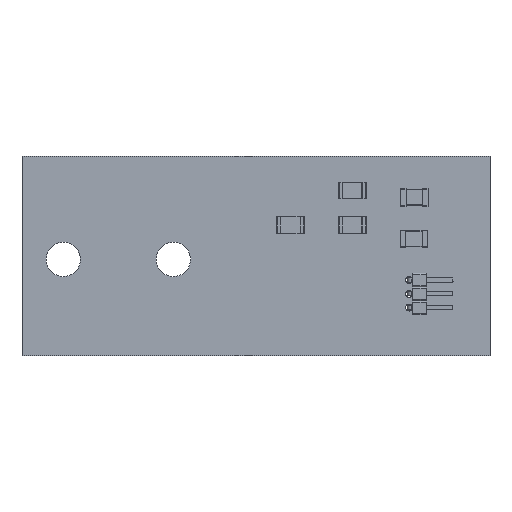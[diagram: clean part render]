
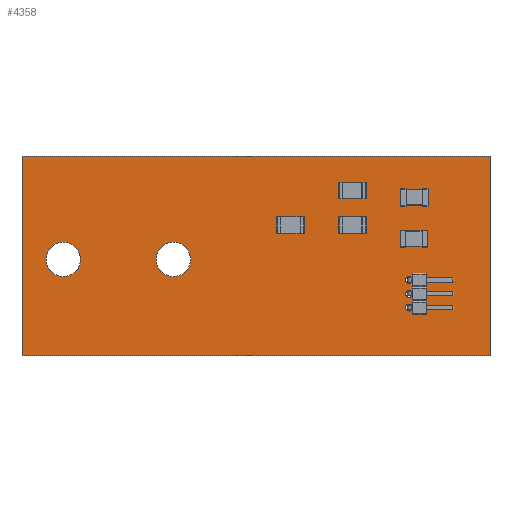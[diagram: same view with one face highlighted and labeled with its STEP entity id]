
A CAD part, top view. The second image highlights one B-rep face of the part: STEP entity #4358.
In plain terms, the highlighted planar face has unit normal (0, 0, 1).
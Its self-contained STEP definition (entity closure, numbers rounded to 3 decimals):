
#4191 = VERTEX_POINT('',#4192);
#4192 = CARTESIAN_POINT('',(75.,-54.,1.51));
#4198 = EDGE_CURVE('',#4191,#4199,#4201,.T.);
#4199 = VERTEX_POINT('',#4200);
#4200 = CARTESIAN_POINT('',(41.,-54.,1.51));
#4201 = LINE('',#4202,#4203);
#4202 = CARTESIAN_POINT('',(75.,-54.,1.51));
#4203 = VECTOR('',#4204,1.);
#4204 = DIRECTION('',(-1.,0.,0.));
#4231 = VERTEX_POINT('',#4232);
#4232 = CARTESIAN_POINT('',(75.,-39.5,1.51));
#4238 = EDGE_CURVE('',#4231,#4191,#4239,.T.);
#4239 = LINE('',#4240,#4241);
#4240 = CARTESIAN_POINT('',(75.,-39.5,1.51));
#4241 = VECTOR('',#4242,1.);
#4242 = DIRECTION('',(0.,-1.,0.));
#4260 = EDGE_CURVE('',#4199,#4261,#4263,.T.);
#4261 = VERTEX_POINT('',#4262);
#4262 = CARTESIAN_POINT('',(41.,-39.5,1.51));
#4263 = LINE('',#4264,#4265);
#4264 = CARTESIAN_POINT('',(41.,-54.,1.51));
#4265 = VECTOR('',#4266,1.);
#4266 = DIRECTION('',(0.,1.,0.));
#4358 = ADVANCED_FACE('',(#4359,#4370,#4381,#4392,#4403,#4414),#4425,.T.
  );
#4359 = FACE_BOUND('',#4360,.T.);
#4360 = EDGE_LOOP('',(#4361,#4362,#4363,#4369));
#4361 = ORIENTED_EDGE('',*,*,#4198,.F.);
#4362 = ORIENTED_EDGE('',*,*,#4238,.F.);
#4363 = ORIENTED_EDGE('',*,*,#4364,.F.);
#4364 = EDGE_CURVE('',#4261,#4231,#4365,.T.);
#4365 = LINE('',#4366,#4367);
#4366 = CARTESIAN_POINT('',(41.,-39.5,1.51));
#4367 = VECTOR('',#4368,1.);
#4368 = DIRECTION('',(1.,0.,0.));
#4369 = ORIENTED_EDGE('',*,*,#4260,.F.);
#4370 = FACE_BOUND('',#4371,.T.);
#4371 = EDGE_LOOP('',(#4372));
#4372 = ORIENTED_EDGE('',*,*,#4373,.T.);
#4373 = EDGE_CURVE('',#4374,#4374,#4376,.T.);
#4374 = VERTEX_POINT('',#4375);
#4375 = CARTESIAN_POINT('',(69.125,-50.75,1.51));
#4376 = CIRCLE('',#4377,0.25);
#4377 = AXIS2_PLACEMENT_3D('',#4378,#4379,#4380);
#4378 = CARTESIAN_POINT('',(69.125,-50.5,1.51));
#4379 = DIRECTION('',(-0.,0.,-1.));
#4380 = DIRECTION('',(-0.,-1.,0.));
#4381 = FACE_BOUND('',#4382,.T.);
#4382 = EDGE_LOOP('',(#4383));
#4383 = ORIENTED_EDGE('',*,*,#4384,.T.);
#4384 = EDGE_CURVE('',#4385,#4385,#4387,.T.);
#4385 = VERTEX_POINT('',#4386);
#4386 = CARTESIAN_POINT('',(69.125,-49.75,1.51));
#4387 = CIRCLE('',#4388,0.25);
#4388 = AXIS2_PLACEMENT_3D('',#4389,#4390,#4391);
#4389 = CARTESIAN_POINT('',(69.125,-49.5,1.51));
#4390 = DIRECTION('',(-0.,0.,-1.));
#4391 = DIRECTION('',(-0.,-1.,0.));
#4392 = FACE_BOUND('',#4393,.T.);
#4393 = EDGE_LOOP('',(#4394));
#4394 = ORIENTED_EDGE('',*,*,#4395,.T.);
#4395 = EDGE_CURVE('',#4396,#4396,#4398,.T.);
#4396 = VERTEX_POINT('',#4397);
#4397 = CARTESIAN_POINT('',(69.125,-48.75,1.51));
#4398 = CIRCLE('',#4399,0.25);
#4399 = AXIS2_PLACEMENT_3D('',#4400,#4401,#4402);
#4400 = CARTESIAN_POINT('',(69.125,-48.5,1.51));
#4401 = DIRECTION('',(-0.,0.,-1.));
#4402 = DIRECTION('',(-0.,-1.,0.));
#4403 = FACE_BOUND('',#4404,.T.);
#4404 = EDGE_LOOP('',(#4405));
#4405 = ORIENTED_EDGE('',*,*,#4406,.T.);
#4406 = EDGE_CURVE('',#4407,#4407,#4409,.T.);
#4407 = VERTEX_POINT('',#4408);
#4408 = CARTESIAN_POINT('',(44.,-48.25,1.51));
#4409 = CIRCLE('',#4410,1.25);
#4410 = AXIS2_PLACEMENT_3D('',#4411,#4412,#4413);
#4411 = CARTESIAN_POINT('',(44.,-47.,1.51));
#4412 = DIRECTION('',(-0.,0.,-1.));
#4413 = DIRECTION('',(-0.,-1.,0.));
#4414 = FACE_BOUND('',#4415,.T.);
#4415 = EDGE_LOOP('',(#4416));
#4416 = ORIENTED_EDGE('',*,*,#4417,.T.);
#4417 = EDGE_CURVE('',#4418,#4418,#4420,.T.);
#4418 = VERTEX_POINT('',#4419);
#4419 = CARTESIAN_POINT('',(52.,-48.25,1.51));
#4420 = CIRCLE('',#4421,1.25);
#4421 = AXIS2_PLACEMENT_3D('',#4422,#4423,#4424);
#4422 = CARTESIAN_POINT('',(52.,-47.,1.51));
#4423 = DIRECTION('',(-0.,0.,-1.));
#4424 = DIRECTION('',(-0.,-1.,0.));
#4425 = PLANE('',#4426);
#4426 = AXIS2_PLACEMENT_3D('',#4427,#4428,#4429);
#4427 = CARTESIAN_POINT('',(0.,0.,1.51));
#4428 = DIRECTION('',(0.,0.,1.));
#4429 = DIRECTION('',(1.,0.,-0.));
